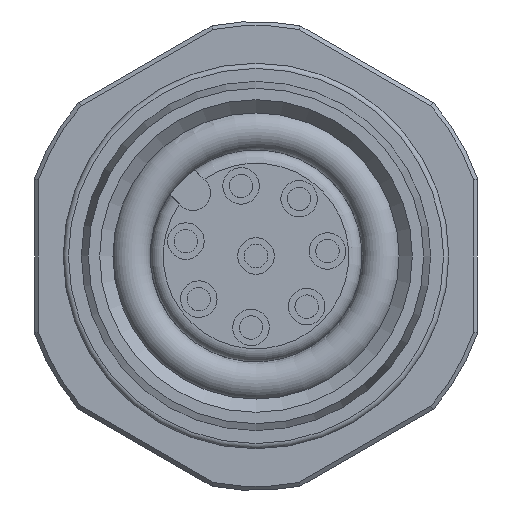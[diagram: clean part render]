
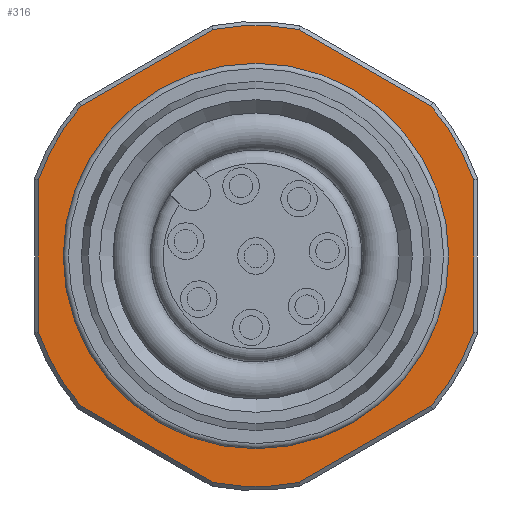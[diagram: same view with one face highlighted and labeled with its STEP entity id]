
A CAD part, front view. The second image highlights one B-rep face of the part: STEP entity #316.
In plain terms, the highlighted planar face has unit normal (0, -1, 0).
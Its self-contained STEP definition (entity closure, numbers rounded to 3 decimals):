
#316=ADVANCED_FACE('',(#885,#886),#527,.F.);
#527=PLANE('',#3165);
#631=LINE('',#4603,#763);
#632=LINE('',#4608,#764);
#633=LINE('',#4612,#765);
#634=LINE('',#4616,#766);
#635=LINE('',#4620,#767);
#636=LINE('',#4624,#768);
#763=VECTOR('',#3633,1.);
#764=VECTOR('',#3636,1.);
#765=VECTOR('',#3639,1.);
#766=VECTOR('',#3642,1.);
#767=VECTOR('',#3645,1.);
#768=VECTOR('',#3648,1.);
#885=FACE_BOUND('',#1180,.T.);
#886=FACE_BOUND('',#1181,.T.);
#1180=EDGE_LOOP('',(#1581,#1582,#1583,#1584,#1585,#1586,#1587,#1588,#1589,
#1590,#1591,#1592));
#1181=EDGE_LOOP('',(#1593));
#1581=ORIENTED_EDGE('',*,*,#2605,.T.);
#1582=ORIENTED_EDGE('',*,*,#2606,.T.);
#1583=ORIENTED_EDGE('',*,*,#2607,.T.);
#1584=ORIENTED_EDGE('',*,*,#2608,.T.);
#1585=ORIENTED_EDGE('',*,*,#2609,.T.);
#1586=ORIENTED_EDGE('',*,*,#2610,.T.);
#1587=ORIENTED_EDGE('',*,*,#2611,.T.);
#1588=ORIENTED_EDGE('',*,*,#2612,.T.);
#1589=ORIENTED_EDGE('',*,*,#2613,.T.);
#1590=ORIENTED_EDGE('',*,*,#2614,.T.);
#1591=ORIENTED_EDGE('',*,*,#2615,.T.);
#1592=ORIENTED_EDGE('',*,*,#2616,.T.);
#1593=ORIENTED_EDGE('',*,*,#2604,.T.);
#2314=VERTEX_POINT('',#4601);
#2315=VERTEX_POINT('',#4604);
#2316=VERTEX_POINT('',#4605);
#2317=VERTEX_POINT('',#4607);
#2318=VERTEX_POINT('',#4609);
#2319=VERTEX_POINT('',#4611);
#2320=VERTEX_POINT('',#4613);
#2321=VERTEX_POINT('',#4615);
#2322=VERTEX_POINT('',#4617);
#2323=VERTEX_POINT('',#4619);
#2324=VERTEX_POINT('',#4621);
#2325=VERTEX_POINT('',#4623);
#2326=VERTEX_POINT('',#4625);
#2604=EDGE_CURVE('',#2314,#2314,#2952,.T.);
#2605=EDGE_CURVE('',#2315,#2316,#631,.T.);
#2606=EDGE_CURVE('',#2316,#2317,#2953,.T.);
#2607=EDGE_CURVE('',#2317,#2318,#632,.T.);
#2608=EDGE_CURVE('',#2318,#2319,#2954,.T.);
#2609=EDGE_CURVE('',#2319,#2320,#633,.T.);
#2610=EDGE_CURVE('',#2320,#2321,#2955,.T.);
#2611=EDGE_CURVE('',#2321,#2322,#634,.T.);
#2612=EDGE_CURVE('',#2322,#2323,#2956,.T.);
#2613=EDGE_CURVE('',#2323,#2324,#635,.T.);
#2614=EDGE_CURVE('',#2324,#2325,#2957,.T.);
#2615=EDGE_CURVE('',#2325,#2326,#636,.T.);
#2616=EDGE_CURVE('',#2326,#2315,#2958,.T.);
#2952=CIRCLE('',#3157,7.4);
#2953=CIRCLE('',#3159,8.85);
#2954=CIRCLE('',#3160,8.85);
#2955=CIRCLE('',#3161,8.85);
#2956=CIRCLE('',#3162,8.85);
#2957=CIRCLE('',#3163,8.85);
#2958=CIRCLE('',#3164,8.85);
#3157=AXIS2_PLACEMENT_3D('',#4600,#3629,#3630);
#3159=AXIS2_PLACEMENT_3D('',#4606,#3634,#3635);
#3160=AXIS2_PLACEMENT_3D('',#4610,#3637,#3638);
#3161=AXIS2_PLACEMENT_3D('',#4614,#3640,#3641);
#3162=AXIS2_PLACEMENT_3D('',#4618,#3643,#3644);
#3163=AXIS2_PLACEMENT_3D('',#4622,#3646,#3647);
#3164=AXIS2_PLACEMENT_3D('',#4626,#3649,#3650);
#3165=AXIS2_PLACEMENT_3D('',#4627,#3651,#3652);
#3629=DIRECTION('',(0.,1.,0.));
#3630=DIRECTION('',(0.,0.,1.));
#3633=DIRECTION('',(0.866,0.,0.5));
#3634=DIRECTION('',(0.,-1.,0.));
#3635=DIRECTION('',(0.,0.,1.));
#3636=DIRECTION('',(0.,0.,1.));
#3637=DIRECTION('',(0.,-1.,0.));
#3638=DIRECTION('',(0.,0.,1.));
#3639=DIRECTION('',(-0.866,0.,0.5));
#3640=DIRECTION('',(0.,-1.,0.));
#3641=DIRECTION('',(0.,0.,1.));
#3642=DIRECTION('',(-0.866,0.,-0.5));
#3643=DIRECTION('',(0.,-1.,0.));
#3644=DIRECTION('',(0.,0.,1.));
#3645=DIRECTION('',(0.,0.,-1.));
#3646=DIRECTION('',(0.,-1.,0.));
#3647=DIRECTION('',(0.,0.,1.));
#3648=DIRECTION('',(0.866,0.,-0.5));
#3649=DIRECTION('',(0.,-1.,0.));
#3650=DIRECTION('',(0.,0.,1.));
#3651=DIRECTION('',(0.,1.,0.));
#3652=DIRECTION('',(0.,0.,1.));
#4600=CARTESIAN_POINT('',(50.,60.7,0.));
#4601=CARTESIAN_POINT('',(50.,60.7,7.4));
#4603=CARTESIAN_POINT('',(59.725,60.7,-4.027));
#4604=CARTESIAN_POINT('',(51.635,60.7,-8.698));
#4605=CARTESIAN_POINT('',(56.715,60.7,-5.765));
#4606=CARTESIAN_POINT('',(50.,60.7,0.));
#4607=CARTESIAN_POINT('',(58.35,60.7,-2.933));
#4608=CARTESIAN_POINT('',(58.35,60.7,0.));
#4609=CARTESIAN_POINT('',(58.35,60.7,2.933));
#4610=CARTESIAN_POINT('',(50.,60.7,0.));
#4611=CARTESIAN_POINT('',(56.715,60.7,5.765));
#4612=CARTESIAN_POINT('',(59.725,60.7,4.027));
#4613=CARTESIAN_POINT('',(51.635,60.7,8.698));
#4614=CARTESIAN_POINT('',(50.,60.7,0.));
#4615=CARTESIAN_POINT('',(48.365,60.7,8.698));
#4616=CARTESIAN_POINT('',(51.375,60.7,10.436));
#4617=CARTESIAN_POINT('',(43.285,60.7,5.765));
#4618=CARTESIAN_POINT('',(50.,60.7,0.));
#4619=CARTESIAN_POINT('',(41.65,60.7,2.933));
#4620=CARTESIAN_POINT('',(41.65,60.7,0.));
#4621=CARTESIAN_POINT('',(41.65,60.7,-2.933));
#4622=CARTESIAN_POINT('',(50.,60.7,0.));
#4623=CARTESIAN_POINT('',(43.285,60.7,-5.765));
#4624=CARTESIAN_POINT('',(51.375,60.7,-10.436));
#4625=CARTESIAN_POINT('',(48.365,60.7,-8.698));
#4626=CARTESIAN_POINT('',(50.,60.7,0.));
#4627=CARTESIAN_POINT('',(57.4,60.7,0.));
